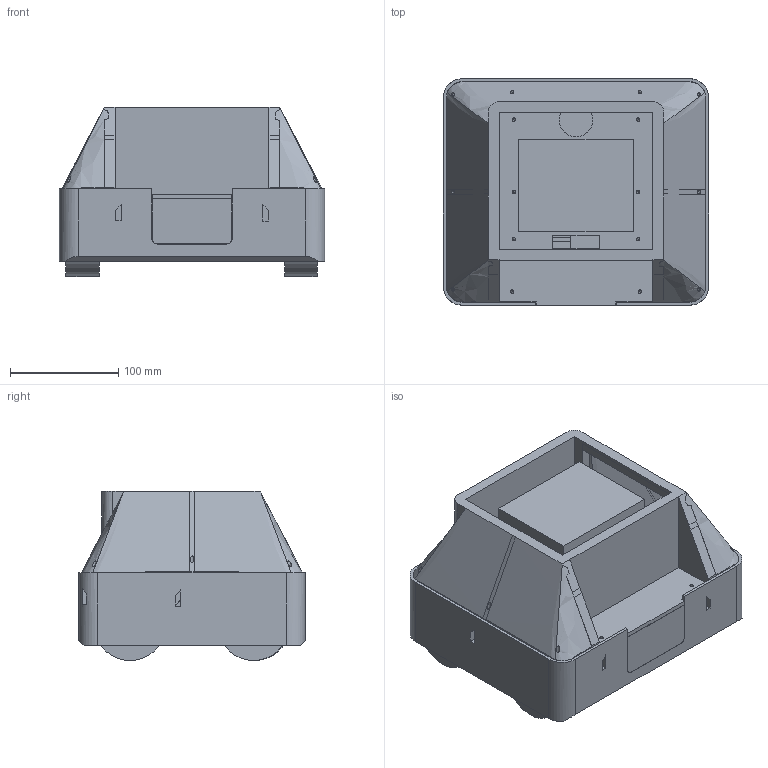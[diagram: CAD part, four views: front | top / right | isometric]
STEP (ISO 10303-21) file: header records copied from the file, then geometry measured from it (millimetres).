
FILE_DESCRIPTION(/* description */ (''),/* implementation_level */ '2;1');
FILE_NAME(/* name */ 'TobyMax-Wide-V1.step',/* time_stamp */ '2020-12-08T19:36:13-07:00',/* author */ (''),/* organization */ (''),/* preprocessor_version */ 'ST-DEVELOPER v18.1',/* originating_system */ 'Autodesk Translation Framework v9.7.1.1290',/* authorisation */ '');
FILE_SCHEMA (('AUTOMOTIVE_DESIGN { 1 0 10303 214 3 1 1 }'));
Length unit declared in the file: millimetre
Products named in the file (1): TrueBot1
Bounding box: 244.87 x 209 x 156 mm (x, y, z)
Volume: 3101785 mm3; surface area: 689889.1 mm2
Topology: 17 solids, 17 shells, 897 faces, 2574 edges, 1703 vertices
Faces by surface type: plane 682, cylinder 169, cone 28, bspline 18
Full cylindrical faces by diameter (mm): 3 x2, 3.2 x23, 3.249 x8, 5 x8, 5.15 x8, 12 x8, 15 x4, 16 x2, 66 x4
Entity records: 31386 total; most frequent: CARTESIAN_POINT 7205, ORIENTED_EDGE 5148, DIRECTION 4658, EDGE_CURVE 2574, LINE 2016, VECTOR 2016, VERTEX_POINT 1703, AXIS2_PLACEMENT_3D 1321
